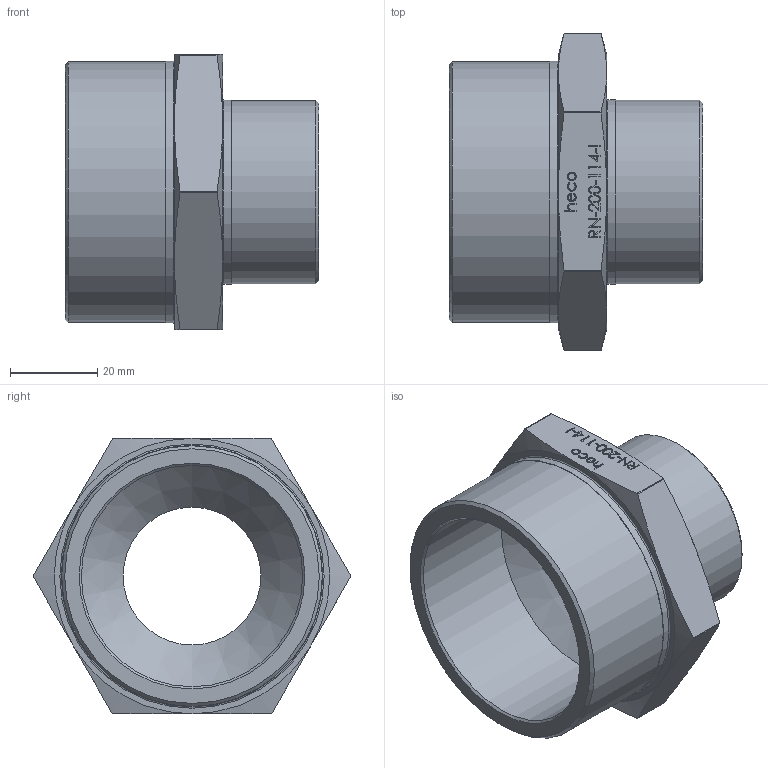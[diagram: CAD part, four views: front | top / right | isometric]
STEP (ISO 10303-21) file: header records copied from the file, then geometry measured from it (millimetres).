
FILE_DESCRIPTION (( 'STEP AP214' ), '1' );
FILE_NAME ('heco_RN-200-114-I.STEP', '2016-07-04T15:36:07', ( '' ), ( '' ), 'SwSTEP 2.0', 'SolidWorks 2011', '' );
FILE_SCHEMA (( 'AUTOMOTIVE_DESIGN' ));
Length unit declared in the file: millimetre
Products named in the file (1): heco_RN-200-114-I
Bounding box: 58 x 72.65 x 63.05 mm (x, y, z)
Volume: 55339.7 mm3; surface area: 21731.1 mm2
Topology: 1 solids, 1 shells, 210 faces, 528 edges, 346 vertices
Faces by surface type: plane 115, bspline 64, cone 17, cylinder 12, torus 2
Full cylindrical faces by diameter (mm): 31.5 x1, 41.91 x1, 42.11 x1, 50.6 x1, 59.614 x1, 59.814 x1
Entity records: 11707 total; most frequent: CARTESIAN_POINT 5424, ORIENTED_EDGE 1026, DIRECTION 673, EDGE_CURVE 513, VERTEX_POINT 344, VECTOR 319, LINE 319, EDGE_LOOP 251
